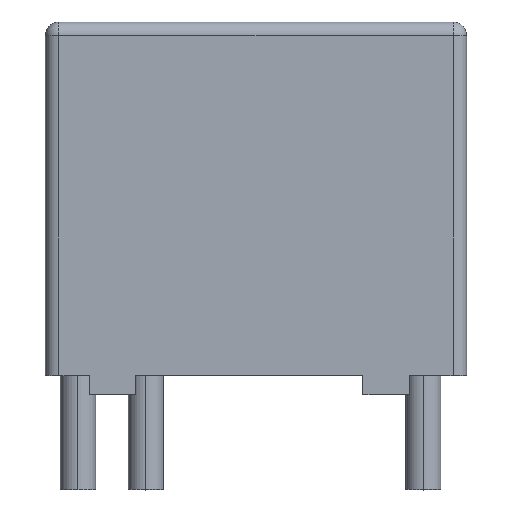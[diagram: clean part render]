
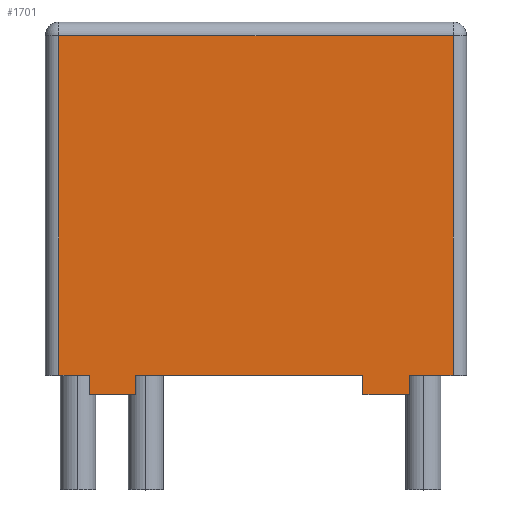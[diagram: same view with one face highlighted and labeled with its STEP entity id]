
A CAD part, top view. The second image highlights one B-rep face of the part: STEP entity #1701.
In plain terms, the highlighted planar face has unit normal (0, 0, 1).
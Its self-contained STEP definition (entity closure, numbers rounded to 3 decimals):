
#2 = VECTOR ( 'NONE', #741, 1000. ) ;
#11 = VECTOR ( 'NONE', #171, 1000. ) ;
#20 = DIRECTION ( 'NONE',  ( 0., 0., -1. ) ) ;
#76 = EDGE_CURVE ( 'NONE', #85, #1725, #258, .T. ) ;
#85 = VERTEX_POINT ( 'NONE', #1297 ) ;
#98 = CARTESIAN_POINT ( 'NONE',  ( 11.686, -0.7, 0. ) ) ;
#119 = ORIENTED_EDGE ( 'NONE', *, *, #1011, .T. ) ;
#125 = DIRECTION ( 'NONE',  ( 1., 0., 0. ) ) ;
#159 = EDGE_CURVE ( 'NONE', #1509, #930, #605, .T. ) ;
#161 = CARTESIAN_POINT ( 'NONE',  ( 0., 0., 0. ) ) ;
#167 = VECTOR ( 'NONE', #1443, 1000. ) ;
#171 = DIRECTION ( 'NONE',  ( 1., 0., 0. ) ) ;
#175 = ORIENTED_EDGE ( 'NONE', *, *, #415, .T. ) ;
#178 = VERTEX_POINT ( 'NONE', #1090 ) ;
#180 = DIRECTION ( 'NONE',  ( 0., 1., 0. ) ) ;
#200 = VECTOR ( 'NONE', #1600, 1000. ) ;
#236 = EDGE_LOOP ( 'NONE', ( #119, #1434, #1569, #999, #697, #479, #1671, #1371, #175, #1482, #1351, #896 ) ) ;
#250 = VERTEX_POINT ( 'NONE', #1359 ) ;
#258 = LINE ( 'NONE', #866, #1390 ) ;
#290 = CARTESIAN_POINT ( 'NONE',  ( 1.616, -0.7, 0. ) ) ;
#294 = CARTESIAN_POINT ( 'NONE',  ( 0., -0.7, 0. ) ) ;
#344 = CARTESIAN_POINT ( 'NONE',  ( 3.316, 0., 0. ) ) ;
#383 = VECTOR ( 'NONE', #180, 1000. ) ;
#415 = EDGE_CURVE ( 'NONE', #930, #1818, #726, .T. ) ;
#452 = EDGE_CURVE ( 'NONE', #1725, #178, #1301, .T. ) ;
#462 = CARTESIAN_POINT ( 'NONE',  ( 15., 13., 0. ) ) ;
#463 = VERTEX_POINT ( 'NONE', #573 ) ;
#479 = ORIENTED_EDGE ( 'NONE', *, *, #1605, .F. ) ;
#519 = CARTESIAN_POINT ( 'NONE',  ( 13.386, -0.7, 0. ) ) ;
#532 = CARTESIAN_POINT ( 'NONE',  ( 3.316, -0.7, 0. ) ) ;
#537 = LINE ( 'NONE', #98, #1260 ) ;
#573 = CARTESIAN_POINT ( 'NONE',  ( 15., 12.5, 0. ) ) ;
#598 = CARTESIAN_POINT ( 'NONE',  ( 0., 13., 0. ) ) ;
#605 = LINE ( 'NONE', #644, #1242 ) ;
#618 = EDGE_CURVE ( 'NONE', #1771, #1509, #1158, .T. ) ;
#644 = CARTESIAN_POINT ( 'NONE',  ( 3.316, -0.7, 0. ) ) ;
#678 = DIRECTION ( 'NONE',  ( 0., 1., 0. ) ) ;
#685 = VERTEX_POINT ( 'NONE', #1346 ) ;
#697 = ORIENTED_EDGE ( 'NONE', *, *, #452, .T. ) ;
#726 = LINE ( 'NONE', #161, #2 ) ;
#741 = DIRECTION ( 'NONE',  ( 1., 0., 0. ) ) ;
#787 = CARTESIAN_POINT ( 'NONE',  ( 11.686, -0.7, 0. ) ) ;
#866 = CARTESIAN_POINT ( 'NONE',  ( 0.5, 0., 0. ) ) ;
#896 = ORIENTED_EDGE ( 'NONE', *, *, #1431, .T. ) ;
#919 = CARTESIAN_POINT ( 'NONE',  ( 0.5, 0., 0. ) ) ;
#930 = VERTEX_POINT ( 'NONE', #344 ) ;
#970 = DIRECTION ( 'NONE',  ( -1., 0., 0. ) ) ;
#999 = ORIENTED_EDGE ( 'NONE', *, *, #76, .T. ) ;
#1011 = EDGE_CURVE ( 'NONE', #685, #250, #1067, .T. ) ;
#1014 = DIRECTION ( 'NONE',  ( 0., -1., 0. ) ) ;
#1017 = VECTOR ( 'NONE', #970, 1000. ) ;
#1067 = LINE ( 'NONE', #1651, #1413 ) ;
#1090 = CARTESIAN_POINT ( 'NONE',  ( 1.616, 0., 0. ) ) ;
#1098 = LINE ( 'NONE', #1397, #1808 ) ;
#1158 = LINE ( 'NONE', #294, #200 ) ;
#1160 = CARTESIAN_POINT ( 'NONE',  ( 0., 0., 0. ) ) ;
#1178 = LINE ( 'NONE', #1492, #11 ) ;
#1189 = DIRECTION ( 'NONE',  ( 0., 1., 0. ) ) ;
#1225 = CARTESIAN_POINT ( 'NONE',  ( 1.616, -0.7, 0. ) ) ;
#1242 = VECTOR ( 'NONE', #1189, 1000. ) ;
#1255 = CARTESIAN_POINT ( 'NONE',  ( 0., 12.5, 0. ) ) ;
#1260 = VECTOR ( 'NONE', #678, 1000. ) ;
#1262 = EDGE_CURVE ( 'NONE', #250, #463, #1767, .T. ) ;
#1290 = VERTEX_POINT ( 'NONE', #787 ) ;
#1297 = CARTESIAN_POINT ( 'NONE',  ( 0.5, 12.5, 0. ) ) ;
#1301 = LINE ( 'NONE', #1160, #1312 ) ;
#1312 = VECTOR ( 'NONE', #1611, 1000. ) ;
#1319 = AXIS2_PLACEMENT_3D ( 'NONE', #598, #20, #1621 ) ;
#1346 = CARTESIAN_POINT ( 'NONE',  ( 13.386, 0., 0. ) ) ;
#1351 = ORIENTED_EDGE ( 'NONE', *, *, #1716, .T. ) ;
#1359 = CARTESIAN_POINT ( 'NONE',  ( 15., 0., 0. ) ) ;
#1371 = ORIENTED_EDGE ( 'NONE', *, *, #159, .T. ) ;
#1390 = VECTOR ( 'NONE', #1014, 1000. ) ;
#1397 = CARTESIAN_POINT ( 'NONE',  ( 13.386, -0.7, 0. ) ) ;
#1413 = VECTOR ( 'NONE', #125, 1000. ) ;
#1431 = EDGE_CURVE ( 'NONE', #1524, #685, #1098, .T. ) ;
#1434 = ORIENTED_EDGE ( 'NONE', *, *, #1262, .T. ) ;
#1436 = LINE ( 'NONE', #290, #167 ) ;
#1443 = DIRECTION ( 'NONE',  ( 0., 1., 0. ) ) ;
#1482 = ORIENTED_EDGE ( 'NONE', *, *, #1844, .F. ) ;
#1492 = CARTESIAN_POINT ( 'NONE',  ( 0., -0.7, 0. ) ) ;
#1509 = VERTEX_POINT ( 'NONE', #532 ) ;
#1524 = VERTEX_POINT ( 'NONE', #519 ) ;
#1547 = CARTESIAN_POINT ( 'NONE',  ( 11.686, 0., 0. ) ) ;
#1569 = ORIENTED_EDGE ( 'NONE', *, *, #1839, .T. ) ;
#1600 = DIRECTION ( 'NONE',  ( 1., 0., 0. ) ) ;
#1605 = EDGE_CURVE ( 'NONE', #1771, #178, #1436, .T. ) ;
#1611 = DIRECTION ( 'NONE',  ( 1., 0., 0. ) ) ;
#1621 = DIRECTION ( 'NONE',  ( -1., 0., 0. ) ) ;
#1631 = FACE_OUTER_BOUND ( 'NONE', #236, .T. ) ;
#1651 = CARTESIAN_POINT ( 'NONE',  ( 0., 0., 0. ) ) ;
#1671 = ORIENTED_EDGE ( 'NONE', *, *, #618, .T. ) ;
#1701 = ADVANCED_FACE ( 'NONE', ( #1631 ), #1757, .F. ) ;
#1707 = DIRECTION ( 'NONE',  ( 0., 1., 0. ) ) ;
#1716 = EDGE_CURVE ( 'NONE', #1290, #1524, #1178, .T. ) ;
#1725 = VERTEX_POINT ( 'NONE', #919 ) ;
#1757 = PLANE ( 'NONE',  #1319 ) ;
#1767 = LINE ( 'NONE', #462, #383 ) ;
#1771 = VERTEX_POINT ( 'NONE', #1225 ) ;
#1808 = VECTOR ( 'NONE', #1707, 1000. ) ;
#1818 = VERTEX_POINT ( 'NONE', #1547 ) ;
#1820 = LINE ( 'NONE', #1255, #1017 ) ;
#1839 = EDGE_CURVE ( 'NONE', #463, #85, #1820, .T. ) ;
#1844 = EDGE_CURVE ( 'NONE', #1290, #1818, #537, .T. ) ;
